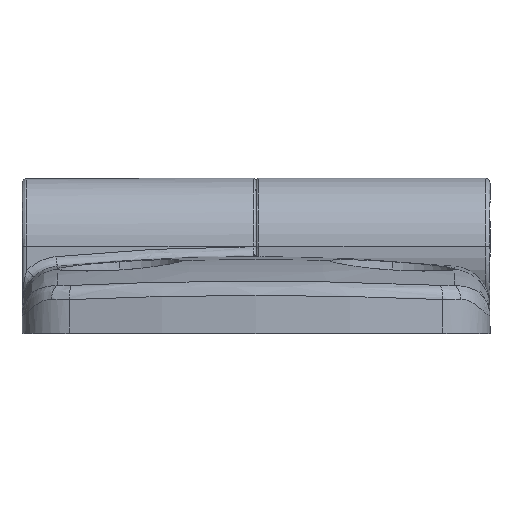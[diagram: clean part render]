
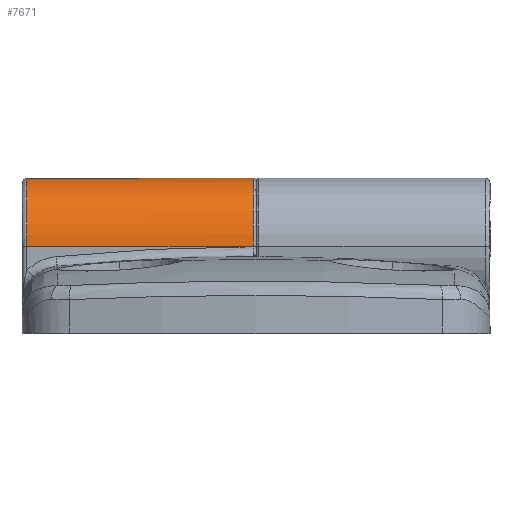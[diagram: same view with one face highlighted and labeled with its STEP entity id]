
A CAD part, top view. The second image highlights one B-rep face of the part: STEP entity #7671.
In plain terms, the highlighted cylindrical face has radius 7 mm (diameter 14 mm), a partial arc.
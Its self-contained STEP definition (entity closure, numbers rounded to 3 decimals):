
#58 = DIRECTION ( 'NONE',  ( 1., 0., 0. ) ) ;
#217 = ORIENTED_EDGE ( 'NONE', *, *, #9764, .T. ) ;
#311 = CARTESIAN_POINT ( 'NONE',  ( -23.5, 15.95, 0.611 ) ) ;
#412 = CARTESIAN_POINT ( 'NONE',  ( -0.3, 8.95, 7. ) ) ;
#595 = FACE_OUTER_BOUND ( 'NONE', #9156, .T. ) ;
#676 = CARTESIAN_POINT ( 'NONE',  ( -23.5, 15.87, 1.222 ) ) ;
#861 = EDGE_CURVE ( 'NONE', #3679, #2502, #2290, .T. ) ;
#1163 = CARTESIAN_POINT ( 'NONE',  ( -23.5, 15.553, 2.402 ) ) ;
#1555 = EDGE_CURVE ( 'NONE', #2502, #9988, #8845, .T. ) ;
#1756 = CARTESIAN_POINT ( 'NONE',  ( -24., 8.95, 0. ) ) ;
#1791 = EDGE_CURVE ( 'NONE', #3926, #3679, #6422, .T. ) ;
#2130 = VECTOR ( 'NONE', #6653, 1000. ) ;
#2203 = AXIS2_PLACEMENT_3D ( 'NONE', #2643, #7301, #2688 ) ;
#2290 = LINE ( 'NONE', #6226, #2448 ) ;
#2403 = AXIS2_PLACEMENT_3D ( 'NONE', #1756, #58, #8352 ) ;
#2448 = VECTOR ( 'NONE', #7018, 1000. ) ;
#2502 = VERTEX_POINT ( 'NONE', #3731 ) ;
#2643 = CARTESIAN_POINT ( 'NONE',  ( -0.3, 8.95, 0. ) ) ;
#2688 = DIRECTION ( 'NONE',  ( 0., 0., 1. ) ) ;
#3263 = CARTESIAN_POINT ( 'NONE',  ( -23.5, 15.318, 2.971 ) ) ;
#3621 = CARTESIAN_POINT ( 'NONE',  ( -23.5, 14.707, 4.029 ) ) ;
#3679 = VERTEX_POINT ( 'NONE', #3880 ) ;
#3731 = CARTESIAN_POINT ( 'NONE',  ( -0.3, 8.95, -7. ) ) ;
#3880 = CARTESIAN_POINT ( 'NONE',  ( -23.5, 8.95, -7. ) ) ;
#3926 = VERTEX_POINT ( 'NONE', #6009 ) ;
#3973 = CYLINDRICAL_SURFACE ( 'NONE', #2403, 7. ) ;
#3983 = ORIENTED_EDGE ( 'NONE', *, *, #861, .F. ) ;
#4299 = CARTESIAN_POINT ( 'NONE',  ( -23.5, 14.707, -4.029 ) ) ;
#4363 = CARTESIAN_POINT ( 'NONE',  ( -23.5, 13.468, -5.382 ) ) ;
#4438 = CARTESIAN_POINT ( 'NONE',  ( -23.5, 14.332, -4.518 ) ) ;
#4460 = CARTESIAN_POINT ( 'NONE',  ( -23.5, 14.332, 4.518 ) ) ;
#4475 = CARTESIAN_POINT ( 'NONE',  ( -23.5, 15.553, -2.402 ) ) ;
#4506 = CARTESIAN_POINT ( 'NONE',  ( -23.5, 12.979, -5.757 ) ) ;
#4543 = CARTESIAN_POINT ( 'NONE',  ( -23.5, 15.318, -2.971 ) ) ;
#4576 = CARTESIAN_POINT ( 'NONE',  ( -23.5, 11.921, -6.368 ) ) ;
#4608 = CARTESIAN_POINT ( 'NONE',  ( -23.5, 15.95, -0.611 ) ) ;
#4774 = CARTESIAN_POINT ( 'NONE',  ( -23.5, 13.468, 5.382 ) ) ;
#4881 = CARTESIAN_POINT ( 'NONE',  ( -23.5, 12.979, 5.757 ) ) ;
#5134 = CARTESIAN_POINT ( 'NONE',  ( -23.5, 11.352, 6.603 ) ) ;
#5215 = CARTESIAN_POINT ( 'NONE',  ( -23.5, 11.352, -6.603 ) ) ;
#5361 = CARTESIAN_POINT ( 'NONE',  ( -23.5, 8.95, -7. ) ) ;
#5431 = CARTESIAN_POINT ( 'NONE',  ( -23.5, 11.921, 6.368 ) ) ;
#5477 = CARTESIAN_POINT ( 'NONE',  ( -23.5, 9.561, -7. ) ) ;
#5505 = CARTESIAN_POINT ( 'NONE',  ( -23.5, 10.172, -6.92 ) ) ;
#5638 = ORIENTED_EDGE ( 'NONE', *, *, #1555, .F. ) ;
#5827 = CARTESIAN_POINT ( 'NONE',  ( -24., 8.95, 7. ) ) ;
#5908 = CARTESIAN_POINT ( 'NONE',  ( -23.5, 8.95, 7. ) ) ;
#6009 = CARTESIAN_POINT ( 'NONE',  ( -23.5, 8.95, 7. ) ) ;
#6222 = LINE ( 'NONE', #5827, #2130 ) ;
#6226 = CARTESIAN_POINT ( 'NONE',  ( -24., 8.95, -7. ) ) ;
#6422 = B_SPLINE_CURVE_WITH_KNOTS ( 'NONE', 3,
 ( #5908, #8478, #7653, #5134, #5431, #4881, #4774, #4460, #3621, #3263, #1163, #676, #311, #4608, #9949, #4475, #4543, #4299, #4438, #4363, #4506, #4576, #5215, #5505, #5477, #5361 ),
 .UNSPECIFIED., .F., .F.,
 ( 4, 2, 2, 2, 2, 2, 2, 2, 2, 2, 2, 2, 4 ),
 ( 0., 0.083, 0.167, 0.25, 0.333, 0.417, 0.5, 0.583, 0.667, 0.75, 0.833, 0.917, 1. ),
 .UNSPECIFIED. ) ;
#6653 = DIRECTION ( 'NONE',  ( 1., 0., 0. ) ) ;
#7018 = DIRECTION ( 'NONE',  ( 1., 0., 0. ) ) ;
#7174 = ORIENTED_EDGE ( 'NONE', *, *, #1791, .F. ) ;
#7301 = DIRECTION ( 'NONE',  ( 1., 0., 0. ) ) ;
#7653 = CARTESIAN_POINT ( 'NONE',  ( -23.5, 10.172, 6.92 ) ) ;
#7671 = ADVANCED_FACE ( 'NONE', ( #595 ), #3973, .T. ) ;
#8352 = DIRECTION ( 'NONE',  ( 0., 0., -1. ) ) ;
#8478 = CARTESIAN_POINT ( 'NONE',  ( -23.5, 9.561, 7. ) ) ;
#8845 = CIRCLE ( 'NONE', #2203, 7. ) ;
#9156 = EDGE_LOOP ( 'NONE', ( #3983, #7174, #217, #5638 ) ) ;
#9764 = EDGE_CURVE ( 'NONE', #3926, #9988, #6222, .T. ) ;
#9949 = CARTESIAN_POINT ( 'NONE',  ( -23.5, 15.87, -1.222 ) ) ;
#9988 = VERTEX_POINT ( 'NONE', #412 ) ;
